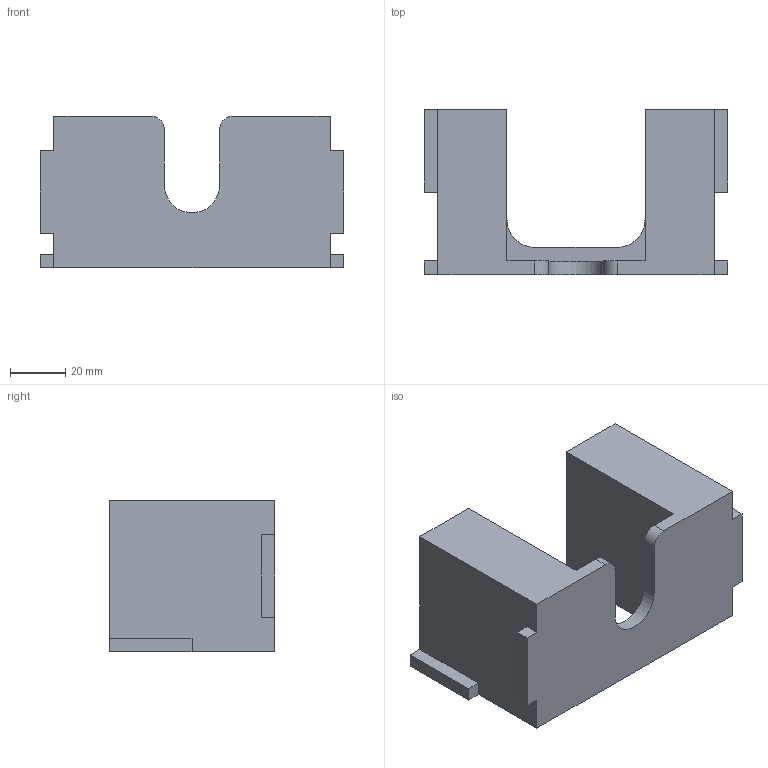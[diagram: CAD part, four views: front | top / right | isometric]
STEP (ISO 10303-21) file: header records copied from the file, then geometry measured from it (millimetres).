
FILE_DESCRIPTION(/* description */ (''),/* implementation_level */ '2;1');
FILE_NAME(/* name */ 'Кронштейн.stp',/* time_stamp */ '2024-01-23T21:40:43+03:00',/* author */ ('К'),/* organization */ (''),/* preprocessor_version */ 'ST-DEVELOPER v18.1',/* originating_system */ 'Autodesk Inventor 2022',/* authorisation */ '');
FILE_SCHEMA (('AUTOMOTIVE_DESIGN { 1 0 10303 214 3 1 1 }'));
Length unit declared in the file: millimetre
Products named in the file (1): Кронштейн
Bounding box: 110 x 60 x 55 mm (x, y, z)
Volume: 179875.6 mm3; surface area: 30992.9 mm2
Topology: 1 solids, 1 shells, 34 faces, 96 edges, 64 vertices
Faces by surface type: plane 29, cylinder 5
Entity records: 1131 total; most frequent: CARTESIAN_POINT 195, ORIENTED_EDGE 192, DIRECTION 176, EDGE_CURVE 96, LINE 86, VECTOR 86, VERTEX_POINT 64, AXIS2_PLACEMENT_3D 45
